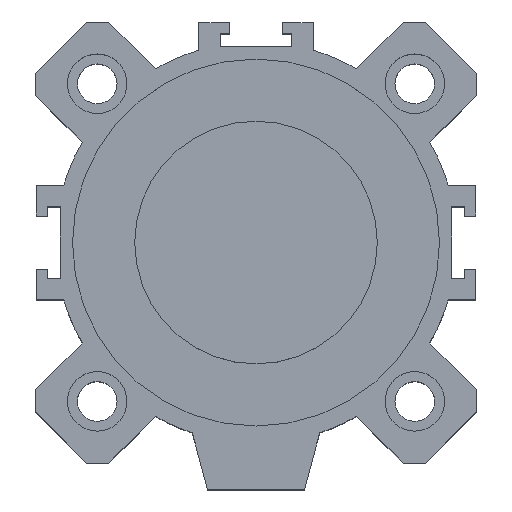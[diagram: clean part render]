
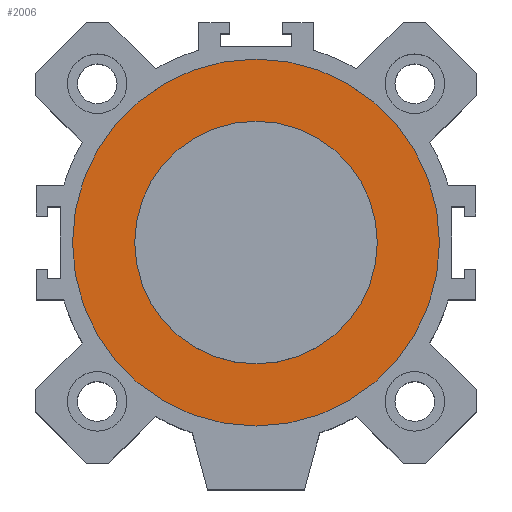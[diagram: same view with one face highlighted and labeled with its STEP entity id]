
A CAD part, top view. The second image highlights one B-rep face of the part: STEP entity #2006.
In plain terms, the highlighted planar face has unit normal (0, 0, 1).
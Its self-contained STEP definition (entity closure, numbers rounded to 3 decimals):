
#402=PLANE('',#2137);
#488=FACE_BOUND('',#663,.T.);
#489=FACE_BOUND('',#664,.T.);
#663=EDGE_LOOP('',(#1354));
#664=EDGE_LOOP('',(#1355));
#830=CIRCLE('',#2132,27.5);
#832=CIRCLE('',#2135,41.6);
#901=VERTEX_POINT('',#2904);
#903=VERTEX_POINT('',#2909);
#1090=EDGE_CURVE('',#901,#901,#830,.T.);
#1092=EDGE_CURVE('',#903,#903,#832,.T.);
#1354=ORIENTED_EDGE('',*,*,#1090,.F.);
#1355=ORIENTED_EDGE('',*,*,#1092,.F.);
#2006=ADVANCED_FACE('',(#488,#489),#402,.T.);
#2132=AXIS2_PLACEMENT_3D('',#2905,#2334,#2335);
#2135=AXIS2_PLACEMENT_3D('',#2910,#2340,#2341);
#2137=AXIS2_PLACEMENT_3D('',#2913,#2344,#2345);
#2334=DIRECTION('center_axis',(0.,0.,1.));
#2335=DIRECTION('ref_axis',(-1.,0.,0.));
#2340=DIRECTION('center_axis',(0.,0.,-1.));
#2341=DIRECTION('ref_axis',(-1.,0.,0.));
#2344=DIRECTION('center_axis',(0.,0.,1.));
#2345=DIRECTION('ref_axis',(1.,0.,0.));
#2904=CARTESIAN_POINT('',(27.5,0.,27.));
#2905=CARTESIAN_POINT('Origin',(0.,0.,27.));
#2909=CARTESIAN_POINT('',(41.6,0.,27.));
#2910=CARTESIAN_POINT('Origin',(0.,0.,27.));
#2913=CARTESIAN_POINT('Origin',(0.,0.,
27.));
